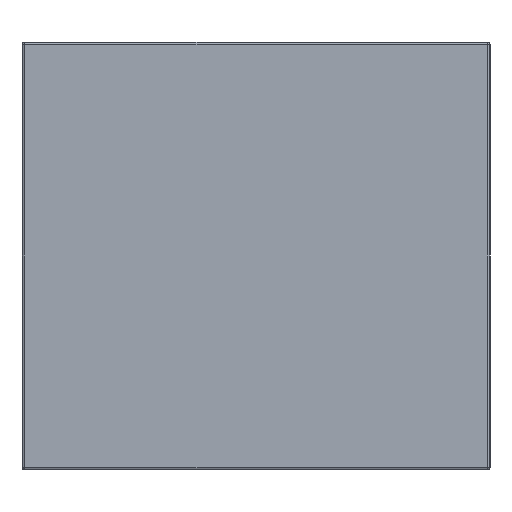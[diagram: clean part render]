
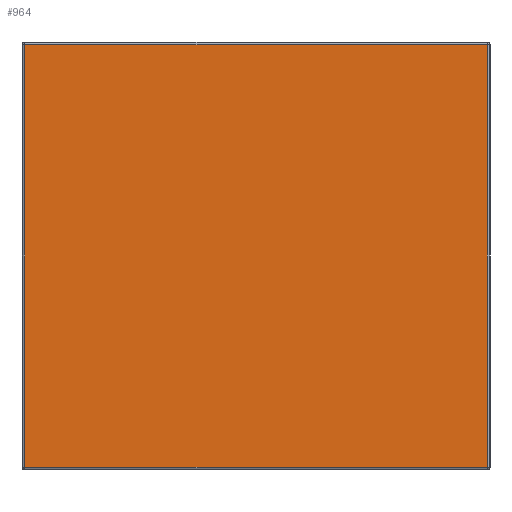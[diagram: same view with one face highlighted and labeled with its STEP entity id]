
A CAD part, left-side view. The second image highlights one B-rep face of the part: STEP entity #964.
In plain terms, the highlighted planar face has unit normal (-1, 0, 0).
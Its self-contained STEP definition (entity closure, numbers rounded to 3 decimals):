
#182 = VECTOR ( 'NONE', #1919, 1000. ) ;
#339 = EDGE_CURVE ( 'NONE', #2718, #2036, #4112, .T. ) ;
#470 = CARTESIAN_POINT ( 'NONE',  ( -2.25, 0.02, 1.58 ) ) ;
#573 = VERTEX_POINT ( 'NONE', #470 ) ;
#575 = LINE ( 'NONE', #925, #3621 ) ;
#624 = CARTESIAN_POINT ( 'NONE',  ( -2.25, 3.5, 0. ) ) ;
#650 = VERTEX_POINT ( 'NONE', #4094 ) ;
#656 = DIRECTION ( 'NONE',  ( 0., 0., -1. ) ) ;
#880 = DIRECTION ( 'NONE',  ( 0., 0., 1. ) ) ;
#903 = ORIENTED_EDGE ( 'NONE', *, *, #339, .T. ) ;
#925 = CARTESIAN_POINT ( 'NONE',  ( -2.25, 0.02, 0. ) ) ;
#936 = ORIENTED_EDGE ( 'NONE', *, *, #3398, .T. ) ;
#964 = ADVANCED_FACE ( 'NONE', ( #3036 ), #4151, .F. ) ;
#1186 = LINE ( 'NONE', #2635, #2213 ) ;
#1609 = CARTESIAN_POINT ( 'NONE',  ( -2.25, 0., -1.58 ) ) ;
#1788 = DIRECTION ( 'NONE',  ( 0., 0., -1. ) ) ;
#1919 = DIRECTION ( 'NONE',  ( 0., -1., 0. ) ) ;
#1934 = CARTESIAN_POINT ( 'NONE',  ( -2.25, 0.02, -1.58 ) ) ;
#2036 = VERTEX_POINT ( 'NONE', #1934 ) ;
#2074 = CARTESIAN_POINT ( 'NONE',  ( -2.25, 3.48, -1.6 ) ) ;
#2211 = ORIENTED_EDGE ( 'NONE', *, *, #4235, .T. ) ;
#2213 = VECTOR ( 'NONE', #4097, 1000. ) ;
#2447 = CARTESIAN_POINT ( 'NONE',  ( -2.25, 3.48, -1.58 ) ) ;
#2566 = EDGE_CURVE ( 'NONE', #2036, #573, #575, .T. ) ;
#2635 = CARTESIAN_POINT ( 'NONE',  ( -2.25, 3.5, 1.58 ) ) ;
#2718 = VERTEX_POINT ( 'NONE', #2447 ) ;
#2820 = LINE ( 'NONE', #2074, #4271 ) ;
#3036 = FACE_OUTER_BOUND ( 'NONE', #3890, .T. ) ;
#3398 = EDGE_CURVE ( 'NONE', #650, #2718, #2820, .T. ) ;
#3514 = ORIENTED_EDGE ( 'NONE', *, *, #2566, .T. ) ;
#3621 = VECTOR ( 'NONE', #880, 1000. ) ;
#3890 = EDGE_LOOP ( 'NONE', ( #936, #903, #3514, #2211 ) ) ;
#4083 = AXIS2_PLACEMENT_3D ( 'NONE', #624, #4699, #1788 ) ;
#4094 = CARTESIAN_POINT ( 'NONE',  ( -2.25, 3.48, 1.58 ) ) ;
#4097 = DIRECTION ( 'NONE',  ( 0., 1., 0. ) ) ;
#4112 = LINE ( 'NONE', #1609, #182 ) ;
#4151 = PLANE ( 'NONE',  #4083 ) ;
#4235 = EDGE_CURVE ( 'NONE', #573, #650, #1186, .T. ) ;
#4271 = VECTOR ( 'NONE', #656, 1000. ) ;
#4699 = DIRECTION ( 'NONE',  ( 1., 0., 0. ) ) ;
